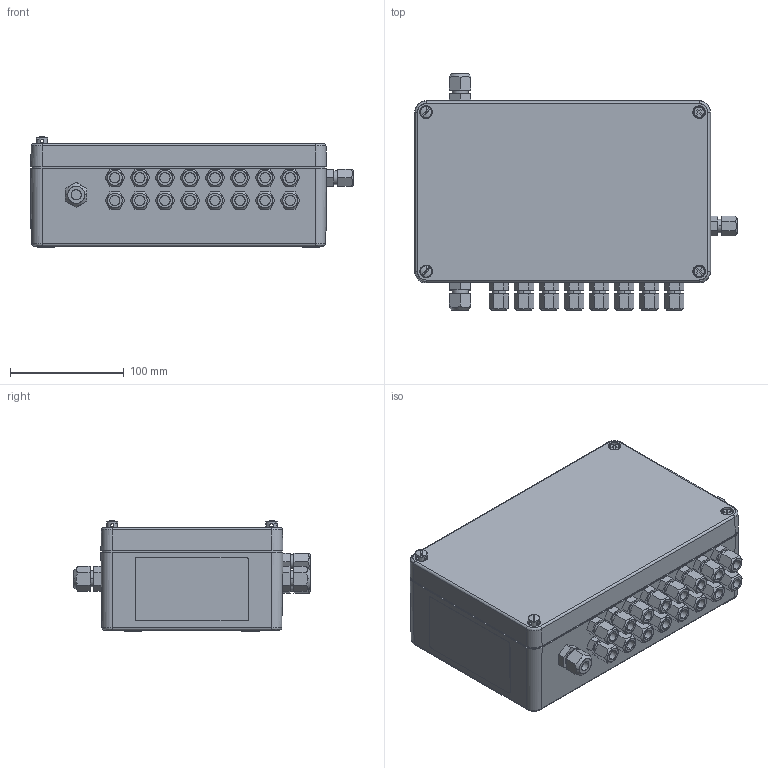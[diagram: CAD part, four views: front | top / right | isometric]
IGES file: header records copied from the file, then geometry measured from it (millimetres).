
Start section: SolidWorks IGES file using analytic representation for surfaces
Global section: file name: MLIF_351998.IGS; native system: SolidWorks 2014; preprocessor: SolidWorks 2014; author: LarsenR; date: 150218.083537; units: millimetre
Bounding box: 284.41 x 207.8 x 96.99 mm (x, y, z)
Surface area: 220850.7 mm2 (no closed solid volume)
Topology: 0 solids, 0 shells, 550 faces, 5538 edges, 5538 vertices
Faces by surface type: bspline 372, revolution 178
